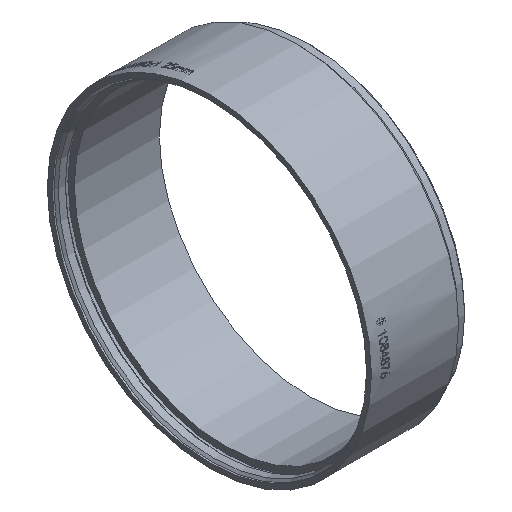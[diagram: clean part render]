
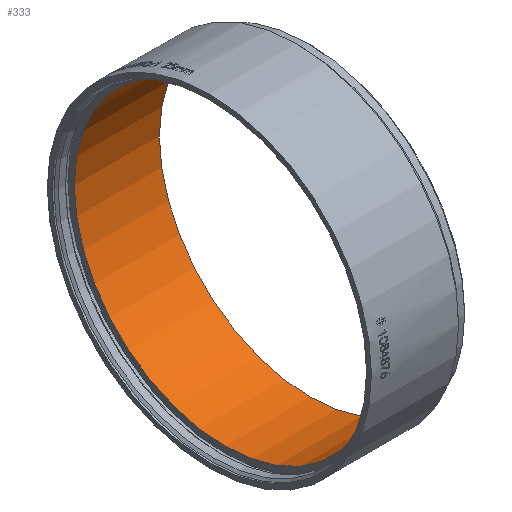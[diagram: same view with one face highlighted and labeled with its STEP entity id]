
A CAD part, isometric view. The second image highlights one B-rep face of the part: STEP entity #333.
In plain terms, the highlighted cylindrical face has radius 43.25 mm (diameter 86.5 mm), a full revolution.
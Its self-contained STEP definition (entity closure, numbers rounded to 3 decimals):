
#119=CIRCLE('',#3111,43.25);
#120=CIRCLE('',#3113,43.25);
#235=FACE_BOUND('',#650,.T.);
#236=FACE_BOUND('',#651,.T.);
#333=ADVANCED_FACE('',(#235,#236),#420,.F.);
#420=CYLINDRICAL_SURFACE('',#3114,43.25);
#650=EDGE_LOOP('',(#1598));
#651=EDGE_LOOP('',(#1599));
#1598=ORIENTED_EDGE('',*,*,#2554,.F.);
#1599=ORIENTED_EDGE('',*,*,#2553,.T.);
#2079=VERTEX_POINT('',#6272);
#2080=VERTEX_POINT('',#6275);
#2553=EDGE_CURVE('',#2079,#2079,#119,.T.);
#2554=EDGE_CURVE('',#2080,#2080,#120,.T.);
#3111=AXIS2_PLACEMENT_3D('',#6271,#3310,#3311);
#3113=AXIS2_PLACEMENT_3D('',#6274,#3314,#3315);
#3114=AXIS2_PLACEMENT_3D('',#6276,#3316,#3317);
#3310=DIRECTION('',(-1.,0.,0.));
#3311=DIRECTION('',(0.,0.,1.));
#3314=DIRECTION('',(-1.,0.,0.));
#3315=DIRECTION('',(0.,0.,1.));
#3316=DIRECTION('',(-1.,0.,0.));
#3317=DIRECTION('',(0.,0.,1.));
#6271=CARTESIAN_POINT('',(4.5,0.,0.));
#6272=CARTESIAN_POINT('',(4.5,0.,43.25));
#6274=CARTESIAN_POINT('',(28.9,0.,0.));
#6275=CARTESIAN_POINT('',(28.9,0.,43.25));
#6276=CARTESIAN_POINT('',(0.,0.,0.));
